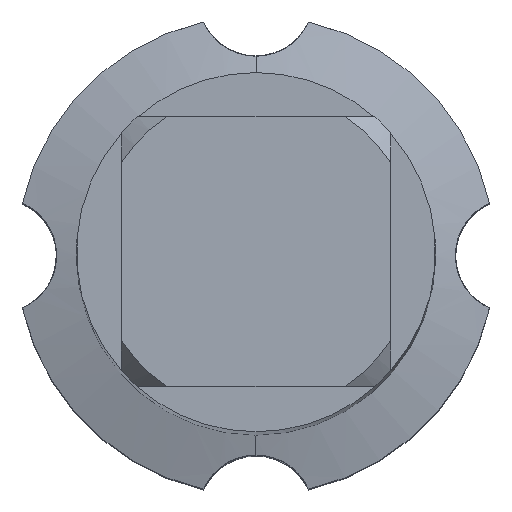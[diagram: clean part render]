
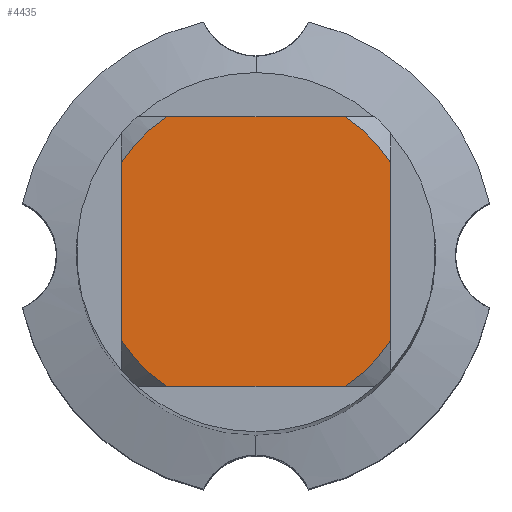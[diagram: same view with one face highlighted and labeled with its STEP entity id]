
A CAD part, top view. The second image highlights one B-rep face of the part: STEP entity #4435.
In plain terms, the highlighted planar face has unit normal (0, 0, 1).
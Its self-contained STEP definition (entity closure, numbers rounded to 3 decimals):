
#2271=VERTEX_POINT('',#5874);
#2481=EDGE_CURVE('',#4309,#2947,#6098,.T.);
#2541=EDGE_CURVE('',#4279,#3851,#6165,.T.);
#2657=EDGE_CURVE('',#4309,#3851,#6288,.T.);
#2927=EDGE_CURVE('',#3449,#2271,#6583,.T.);
#2947=VERTEX_POINT('',#6605);
#3449=VERTEX_POINT('',#7144);
#3591=VERTEX_POINT('',#7297);
#3851=VERTEX_POINT('',#7585);
#3947=EDGE_CURVE('',#4279,#2271,#7691,.T.);
#4023=EDGE_CURVE('',#5177,#2947,#7772,.T.);
#4279=VERTEX_POINT('',#8050);
#4309=VERTEX_POINT('',#8083);
#4435=ADVANCED_FACE('',(#8217),#8218,.T.);
#4443=EDGE_CURVE('',#3449,#3591,#8227,.T.);
#5177=VERTEX_POINT('',#9025);
#5299=EDGE_CURVE('',#5177,#3591,#9161,.T.);
#5874=CARTESIAN_POINT('',(-2.985,4.5,0.0));
#6098=LINE('',#10629,#10630);
#6165=LINE('',#10722,#10723);
#6288=CIRCLE('',#10970,5.4);
#6583=LINE('',#11537,#11538);
#6605=CARTESIAN_POINT('',(2.985,-4.5,0.0));
#7144=CARTESIAN_POINT('',(2.985,4.5,0.0));
#7297=CARTESIAN_POINT('',(4.5,2.985,0.0));
#7585=CARTESIAN_POINT('',(-4.5,-2.985,0.0));
#7691=CIRCLE('',#13726,5.4);
#7772=CIRCLE('',#13843,5.4);
#8050=CARTESIAN_POINT('',(-4.5,2.985,0.0));
#8083=CARTESIAN_POINT('',(-2.985,-4.5,0.0));
#8217=FACE_OUTER_BOUND('',#14702,.T.);
#8218=PLANE('',#14703);
#8227=CIRCLE('',#14721,5.4);
#9025=CARTESIAN_POINT('',(4.5,-2.985,0.0));
#9161=LINE('',#16531,#16532);
#10629=CARTESIAN_POINT('',(0.0,-4.5,0.0));
#10630=VECTOR('',#17503,1.0);
#10722=CARTESIAN_POINT('',(-4.5,1.35,0.0));
#10723=VECTOR('',#17581,1.0);
#10970=AXIS2_PLACEMENT_3D('',#17678,#17679,#17680);
#11537=CARTESIAN_POINT('',(0.0,4.5,0.0));
#11538=VECTOR('',#18012,1.0);
#13726=AXIS2_PLACEMENT_3D('',#19067,#19068,#19069);
#13843=AXIS2_PLACEMENT_3D('',#19127,#19128,#19129);
#14702=EDGE_LOOP('',(#19666,#19667,#19668,#19669,#19670,#19671,#19672,#19673));
#14703=AXIS2_PLACEMENT_3D('',#19674,#19675,#19676);
#14721=AXIS2_PLACEMENT_3D('',#19685,#19686,#19687);
#16531=CARTESIAN_POINT('',(4.5,1.35,0.0));
#16532=VECTOR('',#20616,1.0);
#17503=DIRECTION('',(1.0,0.0,0.0));
#17581=DIRECTION('',(-0.0,-1.0,0.0));
#17678=CARTESIAN_POINT('',(0.0,0.0,0.0));
#17679=DIRECTION('',(0.0,0.0,-1.0));
#17680=DIRECTION('',(0.0,1.0,0.0));
#18012=DIRECTION('',(-1.0,0.0,0.0));
#19067=CARTESIAN_POINT('',(0.0,0.0,0.0));
#19068=DIRECTION('',(0.0,0.0,-1.0));
#19069=DIRECTION('',(0.0,1.0,0.0));
#19127=CARTESIAN_POINT('',(0.0,0.0,0.0));
#19128=DIRECTION('',(0.0,0.0,-1.0));
#19129=DIRECTION('',(0.0,1.0,0.0));
#19666=ORIENTED_EDGE('',*,*,#2541,.T.);
#19667=ORIENTED_EDGE('',*,*,#2657,.F.);
#19668=ORIENTED_EDGE('',*,*,#2481,.T.);
#19669=ORIENTED_EDGE('',*,*,#4023,.F.);
#19670=ORIENTED_EDGE('',*,*,#5299,.T.);
#19671=ORIENTED_EDGE('',*,*,#4443,.F.);
#19672=ORIENTED_EDGE('',*,*,#2927,.T.);
#19673=ORIENTED_EDGE('',*,*,#3947,.F.);
#19674=CARTESIAN_POINT('',(0.0,2.7,0.0));
#19675=DIRECTION('',(-0.0,0.0,1.0));
#19676=DIRECTION('',(0.0,-1.0,0.0));
#19685=CARTESIAN_POINT('',(0.0,0.0,0.0));
#19686=DIRECTION('',(0.0,0.0,-1.0));
#19687=DIRECTION('',(0.0,1.0,0.0));
#20616=DIRECTION('',(-0.0,1.0,0.0));
